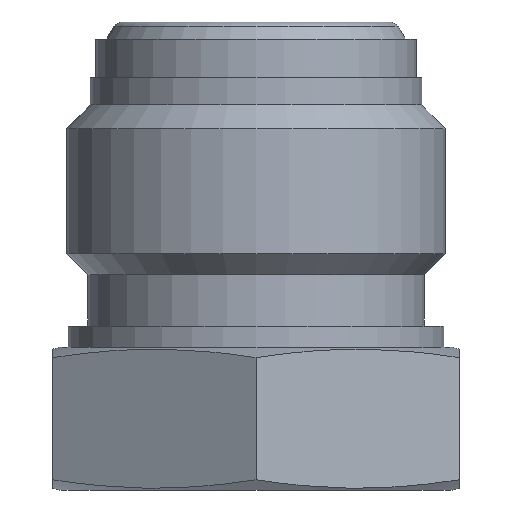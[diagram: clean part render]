
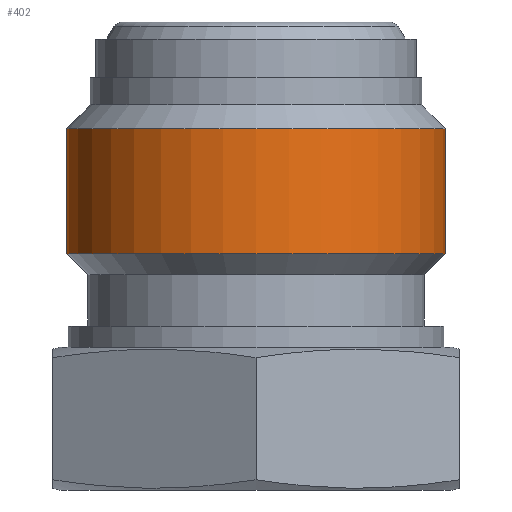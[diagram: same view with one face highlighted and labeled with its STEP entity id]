
A CAD part, front view. The second image highlights one B-rep face of the part: STEP entity #402.
In plain terms, the highlighted cylindrical face has radius 11.09 mm (diameter 22.18 mm), a full revolution.
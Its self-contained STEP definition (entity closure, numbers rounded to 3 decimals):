
#20=CYLINDRICAL_SURFACE('',#475,11.09);
#69=FACE_OUTER_BOUND('',#97,.T.);
#97=EDGE_LOOP('',(#350,#351,#352,#353,#354,#355));
#121=LINE('',#740,#139);
#139=VECTOR('',#588,11.09);
#143=CIRCLE('',#434,11.09);
#146=CIRCLE('',#437,11.09);
#149=CIRCLE('',#442,11.09);
#150=CIRCLE('',#443,11.09);
#170=VERTEX_POINT('',#614);
#171=VERTEX_POINT('',#615);
#183=VERTEX_POINT('',#655);
#184=VERTEX_POINT('',#657);
#207=EDGE_CURVE('',#170,#171,#143,.T.);
#211=EDGE_CURVE('',#171,#170,#146,.T.);
#222=EDGE_CURVE('',#184,#183,#149,.T.);
#223=EDGE_CURVE('',#183,#184,#150,.T.);
#257=EDGE_CURVE('',#184,#171,#121,.T.);
#350=ORIENTED_EDGE('',*,*,#222,.T.);
#351=ORIENTED_EDGE('',*,*,#223,.T.);
#352=ORIENTED_EDGE('',*,*,#257,.T.);
#353=ORIENTED_EDGE('',*,*,#211,.T.);
#354=ORIENTED_EDGE('',*,*,#207,.T.);
#355=ORIENTED_EDGE('',*,*,#257,.F.);
#402=ADVANCED_FACE('',(#69),#20,.T.);
#434=AXIS2_PLACEMENT_3D('',#616,#490,#491);
#437=AXIS2_PLACEMENT_3D('',#622,#497,#498);
#442=AXIS2_PLACEMENT_3D('',#658,#509,#510);
#443=AXIS2_PLACEMENT_3D('',#659,#511,#512);
#475=AXIS2_PLACEMENT_3D('',#739,#586,#587);
#490=DIRECTION('center_axis',(0.,0.,1.));
#491=DIRECTION('ref_axis',(1.,0.,0.));
#497=DIRECTION('center_axis',(0.,0.,1.));
#498=DIRECTION('ref_axis',(1.,0.,0.));
#509=DIRECTION('center_axis',(0.,0.,-1.));
#510=DIRECTION('ref_axis',(1.,0.,0.));
#511=DIRECTION('center_axis',(0.,0.,-1.));
#512=DIRECTION('ref_axis',(1.,0.,0.));
#586=DIRECTION('center_axis',(0.,0.,1.));
#587=DIRECTION('ref_axis',(1.,0.,0.));
#588=DIRECTION('',(0.,0.,-1.));
#614=CARTESIAN_POINT('',(0.,-11.09,13.84));
#615=CARTESIAN_POINT('',(-11.09,0.,13.84));
#616=CARTESIAN_POINT('Origin',(0.,0.,13.84));
#622=CARTESIAN_POINT('Origin',(0.,0.,13.84));
#655=CARTESIAN_POINT('',(0.,-11.09,21.16));
#657=CARTESIAN_POINT('',(-11.09,0.,21.16));
#658=CARTESIAN_POINT('Origin',(0.,0.,21.16));
#659=CARTESIAN_POINT('Origin',(0.,0.,21.16));
#739=CARTESIAN_POINT('Origin',(0.,0.,12.6));
#740=CARTESIAN_POINT('',(-11.09,0.,12.6));
